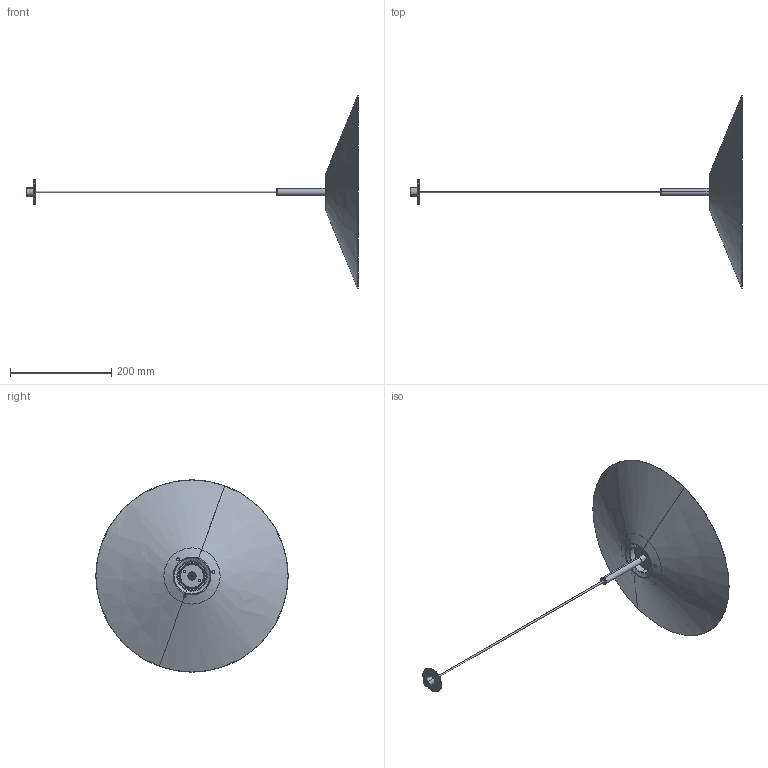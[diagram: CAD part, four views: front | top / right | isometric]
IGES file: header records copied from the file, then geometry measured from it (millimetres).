
Start section: SolidWorks IGES file using analytic representation for surfaces
Global section: file name: Penjant.H.v1_pendant_mini.IGS; native system: SolidWorks 2020; preprocessor: SolidWorks 2020; author: mgarcia; date: 230914.173013; units: millimetre
Bounding box: 655.57 x 380 x 380 mm (x, y, z)
Surface area: 282507.3 mm2 (no closed solid volume)
Topology: 0 solids, 0 shells, 72 faces, 1559 edges, 1559 vertices
Faces by surface type: revolution 48, bspline 24
